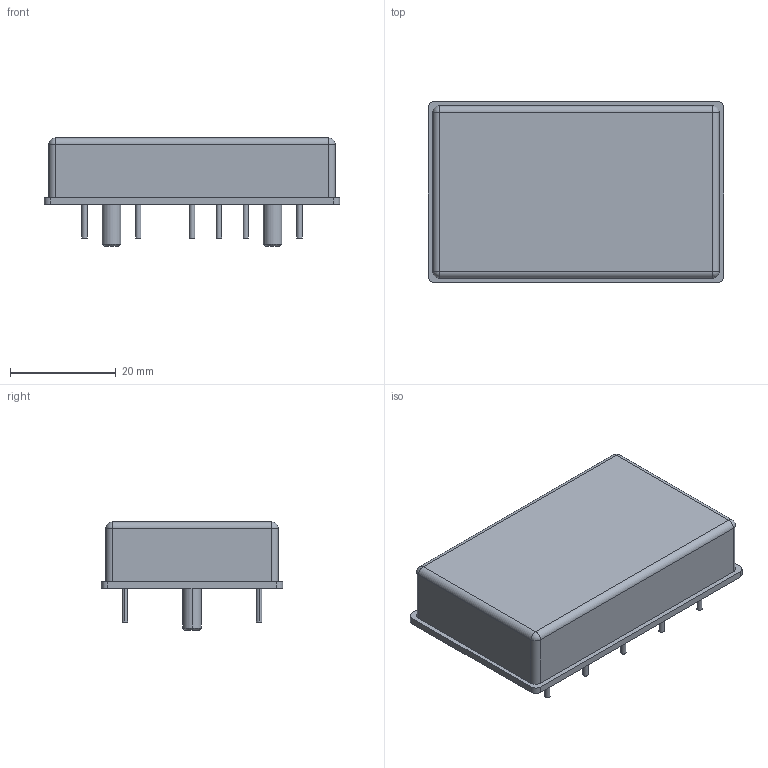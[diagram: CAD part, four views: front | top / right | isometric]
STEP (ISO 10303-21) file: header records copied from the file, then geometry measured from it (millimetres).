
FILE_DESCRIPTION((''),'2;1');
FILE_NAME('PB.stp','2019-11-01T09:44:24',(''),(''),'Mechanical Desktop 2009','Mechanical Desktop 2009',', , ');
FILE_SCHEMA(('CONFIG_CONTROL_DESIGN'));
Length unit declared in the file: inch
Products named in the file (3): PB; PART1; COVER
Assembly tree (2 placements, depth 2):
  PB
    PART1
    COVER
Bounding box: 55.88 x 34.29 x 20.45 mm (x, y, z)
Volume: 22529.1 mm3; surface area: 9841.3 mm2
Topology: 2 solids, 2 shells, 74 faces, 156 edges, 96 vertices
Faces by surface type: cylinder 40, plane 26, cone 4, sphere 4
Entity records: 2097 total; most frequent: DIRECTION 390, CARTESIAN_POINT 325, ORIENTED_EDGE 304, AXIS2_PLACEMENT_3D 161, EDGE_CURVE 152, VERTEX_POINT 96, EDGE_LOOP 88, CIRCLE 84
